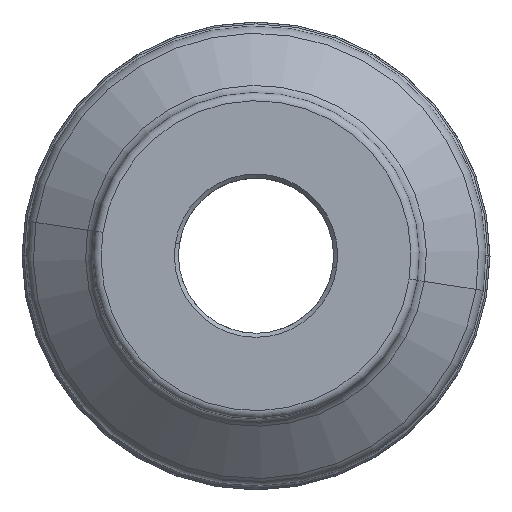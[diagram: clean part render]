
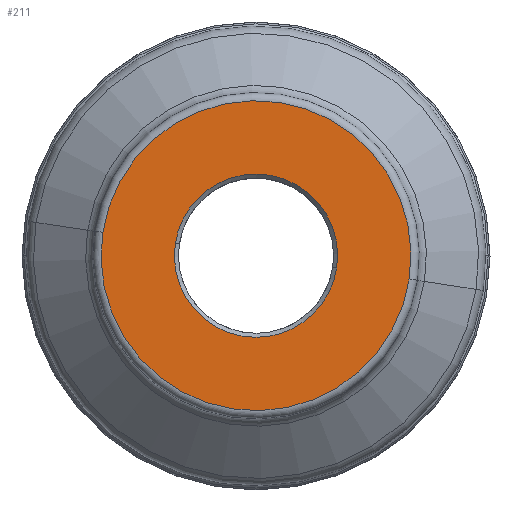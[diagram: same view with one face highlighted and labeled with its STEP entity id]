
A CAD part, top view. The second image highlights one B-rep face of the part: STEP entity #211.
In plain terms, the highlighted planar face has unit normal (0, 0, 1).
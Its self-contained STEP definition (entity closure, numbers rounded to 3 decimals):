
#211=ADVANCED_FACE('',(#254,#255),#244,.F.);
#244=PLANE('',#1342);
#254=FACE_BOUND('',#306,.T.);
#255=FACE_BOUND('',#307,.T.);
#306=EDGE_LOOP('',(#504,#505));
#307=EDGE_LOOP('',(#506,#507,#508,#509));
#504=ORIENTED_EDGE('',*,*,#818,.F.);
#505=ORIENTED_EDGE('',*,*,#817,.F.);
#506=ORIENTED_EDGE('',*,*,#819,.F.);
#507=ORIENTED_EDGE('',*,*,#820,.F.);
#508=ORIENTED_EDGE('',*,*,#821,.F.);
#509=ORIENTED_EDGE('',*,*,#822,.F.);
#692=VERTEX_POINT('',#2062);
#693=VERTEX_POINT('',#2064);
#694=VERTEX_POINT('',#2069);
#695=VERTEX_POINT('',#2070);
#696=VERTEX_POINT('',#2072);
#697=VERTEX_POINT('',#2074);
#817=EDGE_CURVE('',#693,#692,#952,.T.);
#818=EDGE_CURVE('',#692,#693,#953,.T.);
#819=EDGE_CURVE('',#694,#695,#954,.T.);
#820=EDGE_CURVE('',#696,#694,#955,.T.);
#821=EDGE_CURVE('',#697,#696,#956,.T.);
#822=EDGE_CURVE('',#695,#697,#957,.T.);
#952=CIRCLE('',#1335,38.);
#953=CIRCLE('',#1337,38.);
#954=CIRCLE('',#1338,20.015);
#955=CIRCLE('',#1339,20.015);
#956=CIRCLE('',#1340,20.015);
#957=CIRCLE('',#1341,20.015);
#1335=AXIS2_PLACEMENT_3D('',#2065,#1689,#1690);
#1337=AXIS2_PLACEMENT_3D('',#2067,#1693,#1694);
#1338=AXIS2_PLACEMENT_3D('',#2068,#1695,#1696);
#1339=AXIS2_PLACEMENT_3D('',#2071,#1697,#1698);
#1340=AXIS2_PLACEMENT_3D('',#2073,#1699,#1700);
#1341=AXIS2_PLACEMENT_3D('',#2075,#1701,#1702);
#1342=AXIS2_PLACEMENT_3D('',#2076,#1703,#1704);
#1689=DIRECTION('',(0.,0.,-1.));
#1690=DIRECTION('',(0.989,-0.15,0.));
#1693=DIRECTION('',(0.,0.,-1.));
#1694=DIRECTION('',(-0.989,0.15,0.));
#1695=DIRECTION('',(0.,0.,1.));
#1696=DIRECTION('',(-0.989,0.15,0.));
#1697=DIRECTION('',(0.,0.,1.));
#1698=DIRECTION('',(0.,1.,0.));
#1699=DIRECTION('',(0.,0.,1.));
#1700=DIRECTION('',(0.989,-0.15,0.));
#1701=DIRECTION('',(0.,0.,1.));
#1702=DIRECTION('',(0.,-1.,0.));
#1703=DIRECTION('',(0.,0.,-1.));
#1704=DIRECTION('',(0.989,-0.15,0.));
#2062=CARTESIAN_POINT('',(-37.568,5.712,0.));
#2064=CARTESIAN_POINT('',(37.568,-5.712,0.));
#2065=CARTESIAN_POINT('',(0.,0.,0.));
#2067=CARTESIAN_POINT('',(0.,0.,0.));
#2068=CARTESIAN_POINT('',(0.,0.,0.));
#2069=CARTESIAN_POINT('',(-19.788,3.009,0.));
#2070=CARTESIAN_POINT('',(0.,-20.015,0.));
#2071=CARTESIAN_POINT('',(0.,0.,0.));
#2072=CARTESIAN_POINT('',(0.,20.015,0.));
#2073=CARTESIAN_POINT('',(0.,0.,0.));
#2074=CARTESIAN_POINT('',(19.788,-3.009,0.));
#2075=CARTESIAN_POINT('',(0.,0.,0.));
#2076=CARTESIAN_POINT('',(0.,0.,0.));
